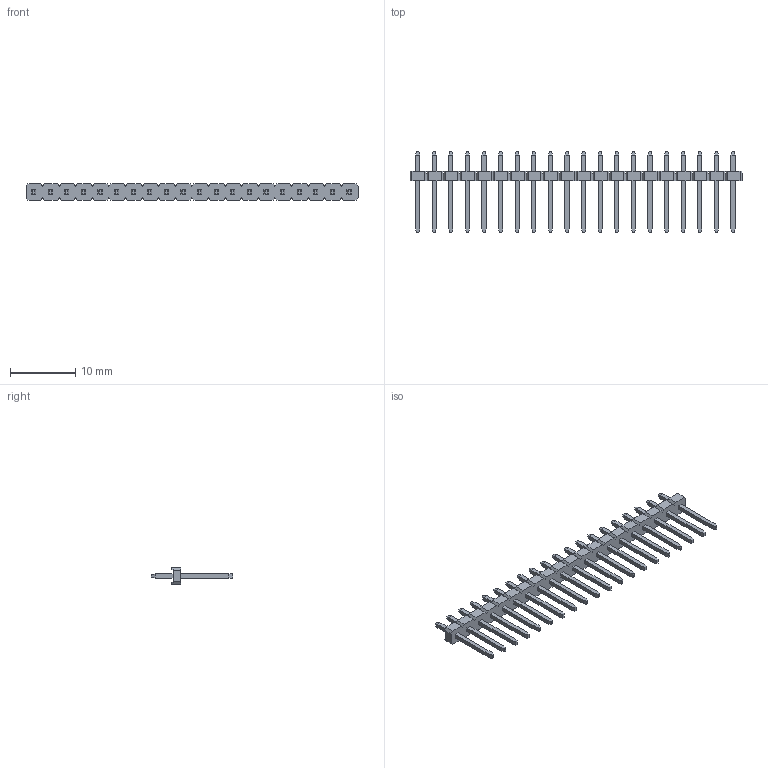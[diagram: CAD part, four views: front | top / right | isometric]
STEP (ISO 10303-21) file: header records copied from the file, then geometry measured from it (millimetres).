
FILE_DESCRIPTION(('STEP AP214'),'1');
FILE_NAME('pin_header_aw_108_20-t.stp','2020-04-04T14:00:54',('TraceParts'),('TraceParts S.A.'),'Spatial InterOp 3D',' ',' ');
FILE_SCHEMA(('AUTOMOTIVE_DESIGN { 1 0 10303 214 1 1 1 1 }'));
Length unit declared in the file: millimetre
Products named in the file (1): pin_header_aw_108_20-t
Bounding box: 50.8 x 12.4 x 2.5 mm (x, y, z)
Volume: 243.6 mm3; surface area: 1004.9 mm2
Topology: 1 solids, 1 shells, 524 faces, 1366 edges, 884 vertices
Faces by surface type: plane 524
Entity records: 19818 total; most frequent: CARTESIAN_POINT 2775, ORIENTED_EDGE 2732, DIRECTION 2416, EDGE_CURVE 1366, LINE 1366, VECTOR 1366, VERTEX_POINT 884, EDGE_LOOP 564
